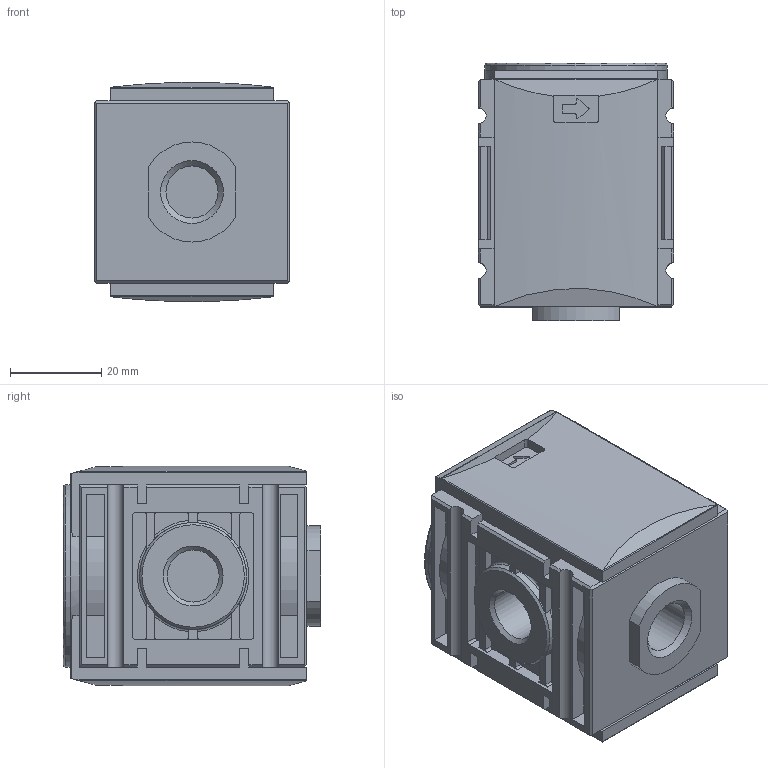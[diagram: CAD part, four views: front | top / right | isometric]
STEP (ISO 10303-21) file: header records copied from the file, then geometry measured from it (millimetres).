
FILE_DESCRIPTION( ( 'STEP AP214' ), ' ' );
FILE_NAME( '94040.CC00.stp', '2017-01-23T08:10:59', ( '' ), ( '' ), ' ', 'PARTsolutions', ' ' );
FILE_SCHEMA( ( 'AUTOMOTIVE_DESIGN { 1 0 10303 214 1 1 1 1 }' ) );
Length unit declared in the file: millimetre
Products named in the file (2): 94040.CC00; HI_KREV_07
Assembly tree (1 placements, depth 2):
  94040.CC00
    HI_KREV_07
Bounding box: 43 x 56.5 x 48.15 mm (x, y, z)
Volume: 96214 mm3; surface area: 18281.5 mm2
Topology: 1 solids, 1 shells, 348 faces, 961 edges, 635 vertices
Faces by surface type: plane 216, cylinder 103, torus 19, cone 10
Full cylindrical faces by diameter (mm): 4.134 x2, 11.445 x4, 23.5 x2, 39.8 x1, 40 x2
Entity records: 13928 total; most frequent: CARTESIAN_POINT 2198, ORIENTED_EDGE 1856, DIRECTION 1854, EDGE_CURVE 928, VERTEX_POINT 628, AXIS2_PLACEMENT_3D 624, LINE 606, VECTOR 606
